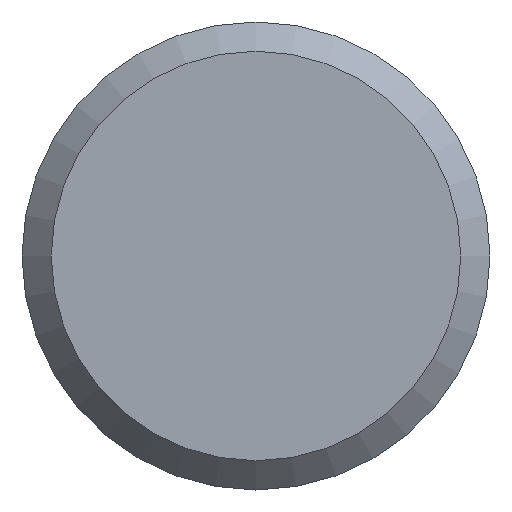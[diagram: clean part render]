
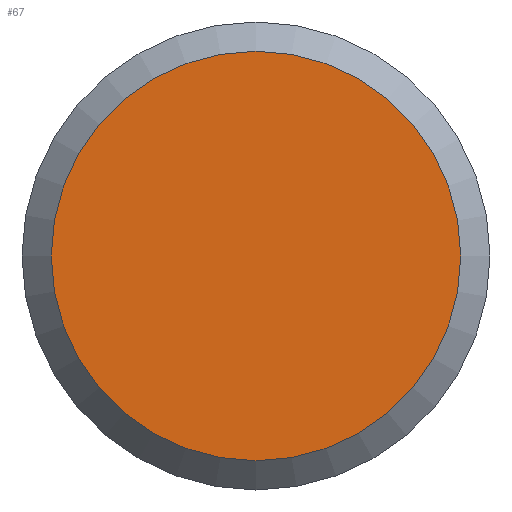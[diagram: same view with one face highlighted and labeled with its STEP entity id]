
A CAD part, front view. The second image highlights one B-rep face of the part: STEP entity #67.
In plain terms, the highlighted planar face has unit normal (0, -1, 0).
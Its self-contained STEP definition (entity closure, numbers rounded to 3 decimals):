
#15=PLANE('',#89);
#20=FACE_OUTER_BOUND('',#25,.T.);
#25=EDGE_LOOP('',(#57));
#34=CIRCLE('',#85,3.5);
#38=VERTEX_POINT('',#118);
#42=EDGE_CURVE('',#38,#38,#34,.T.);
#57=ORIENTED_EDGE('',*,*,#42,.F.);
#67=ADVANCED_FACE('',(#20),#15,.T.);
#85=AXIS2_PLACEMENT_3D('',#119,#97,#98);
#89=AXIS2_PLACEMENT_3D('',#127,#107,#108);
#97=DIRECTION('center_axis',(0.,1.,0.));
#98=DIRECTION('ref_axis',(1.,0.,0.));
#107=DIRECTION('center_axis',(0.,-1.,0.));
#108=DIRECTION('ref_axis',(1.,0.,0.));
#118=CARTESIAN_POINT('',(-126.601,-150.7,339.1));
#119=CARTESIAN_POINT('Origin',(-123.101,-150.7,339.1));
#127=CARTESIAN_POINT('Origin',(-123.101,-150.7,339.1));
